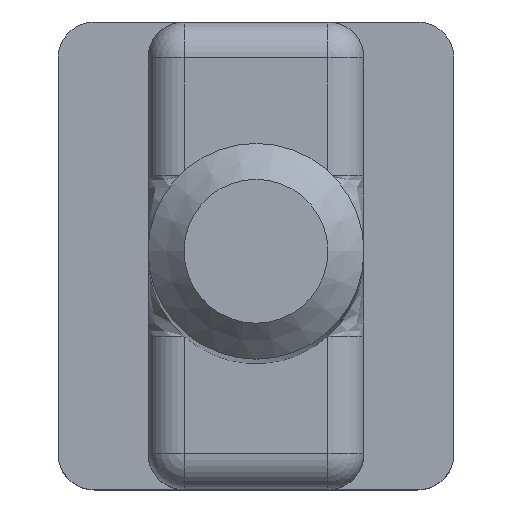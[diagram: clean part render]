
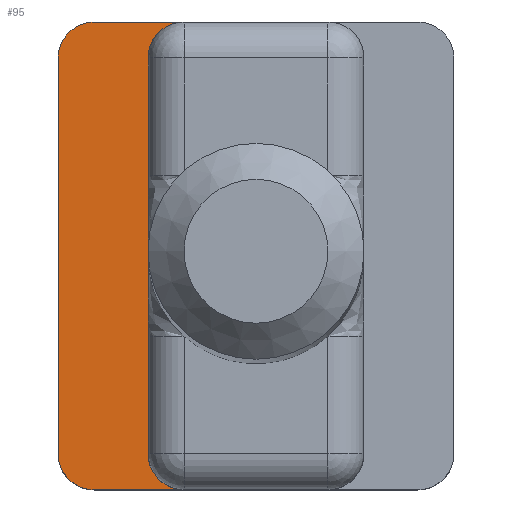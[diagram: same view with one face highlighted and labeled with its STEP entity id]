
A CAD part, top view. The second image highlights one B-rep face of the part: STEP entity #95.
In plain terms, the highlighted planar face has unit normal (0, 0, 1).
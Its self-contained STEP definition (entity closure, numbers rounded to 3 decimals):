
#95 = ADVANCED_FACE( '', ( #153 ), #154, .T. );
#153 = FACE_OUTER_BOUND( '', #875, .T. );
#154 = PLANE( '', #876 );
#875 = EDGE_LOOP( '', ( #1035, #1036, #1037, #1038, #1039, #1040, #1041, #1042 ) );
#876 = AXIS2_PLACEMENT_3D( '', #1043, #1044, #1045 );
#1035 = ORIENTED_EDGE( '', *, *, #1214, .T. );
#1036 = ORIENTED_EDGE( '', *, *, #1215, .T. );
#1037 = ORIENTED_EDGE( '', *, *, #1216, .T. );
#1038 = ORIENTED_EDGE( '', *, *, #1217, .T. );
#1039 = ORIENTED_EDGE( '', *, *, #1218, .T. );
#1040 = ORIENTED_EDGE( '', *, *, #1213, .T. );
#1041 = ORIENTED_EDGE( '', *, *, #1174, .F. );
#1042 = ORIENTED_EDGE( '', *, *, #1219, .T. );
#1043 = CARTESIAN_POINT( '', ( -11., -13., 7. ) );
#1044 = DIRECTION( '', ( 0., 0., 1. ) );
#1045 = DIRECTION( '', ( 1., 0., 0. ) );
#1174 = EDGE_CURVE( '', #1263, #1252, #1265, .T. );
#1213 = EDGE_CURVE( '', #1321, #1252, #1323, .F. );
#1214 = EDGE_CURVE( '', #1324, #1325, #1326, .T. );
#1215 = EDGE_CURVE( '', #1325, #1327, #1328, .T. );
#1216 = EDGE_CURVE( '', #1327, #1329, #1330, .T. );
#1217 = EDGE_CURVE( '', #1329, #1331, #1332, .T. );
#1218 = EDGE_CURVE( '', #1331, #1321, #1333, .T. );
#1219 = EDGE_CURVE( '', #1263, #1324, #1334, .F. );
#1252 = VERTEX_POINT( '', #1383 );
#1263 = VERTEX_POINT( '', #1459 );
#1265 = LINE( '', #1462, #1463 );
#1321 = VERTEX_POINT( '', #1592 );
#1323 = CIRCLE( '', #1595, 2. );
#1324 = VERTEX_POINT( '', #1596 );
#1325 = VERTEX_POINT( '', #1597 );
#1326 = LINE( '', #1598, #1599 );
#1327 = VERTEX_POINT( '', #1600 );
#1328 = CIRCLE( '', #1601, 2. );
#1329 = VERTEX_POINT( '', #1602 );
#1330 = LINE( '', #1603, #1604 );
#1331 = VERTEX_POINT( '', #1605 );
#1332 = CIRCLE( '', #1606, 2. );
#1333 = LINE( '', #1607, #1608 );
#1334 = CIRCLE( '', #1609, 2. );
#1383 = CARTESIAN_POINT( '', ( -6., -11., 7. ) );
#1459 = CARTESIAN_POINT( '', ( -6., 11., 7. ) );
#1462 = CARTESIAN_POINT( '', ( -6., 13., 7. ) );
#1463 = VECTOR( '', #1674, 1000. );
#1592 = CARTESIAN_POINT( '', ( -4., -13., 7. ) );
#1595 = AXIS2_PLACEMENT_3D( '', #1759, #1760, #1761 );
#1596 = CARTESIAN_POINT( '', ( -4., 13., 7. ) );
#1597 = CARTESIAN_POINT( '', ( -9., 13., 7. ) );
#1598 = CARTESIAN_POINT( '', ( 11., 13., 7. ) );
#1599 = VECTOR( '', #1762, 1000. );
#1600 = CARTESIAN_POINT( '', ( -11., 11., 7. ) );
#1601 = AXIS2_PLACEMENT_3D( '', #1763, #1764, #1765 );
#1602 = CARTESIAN_POINT( '', ( -11., -11., 7. ) );
#1603 = CARTESIAN_POINT( '', ( -11., 13., 7. ) );
#1604 = VECTOR( '', #1766, 1000. );
#1605 = CARTESIAN_POINT( '', ( -9., -13., 7. ) );
#1606 = AXIS2_PLACEMENT_3D( '', #1767, #1768, #1769 );
#1607 = CARTESIAN_POINT( '', ( -11., -13., 7. ) );
#1608 = VECTOR( '', #1770, 1000. );
#1609 = AXIS2_PLACEMENT_3D( '', #1771, #1772, #1773 );
#1674 = DIRECTION( '', ( 0., -1., 0. ) );
#1759 = CARTESIAN_POINT( '', ( -4., -11., 7. ) );
#1760 = DIRECTION( '', ( 0., 0., 1. ) );
#1761 = DIRECTION( '', ( 1., 0., 0. ) );
#1762 = DIRECTION( '', ( -1., 0., 0. ) );
#1763 = CARTESIAN_POINT( '', ( -9., 11., 7. ) );
#1764 = DIRECTION( '', ( 0., 0., 1. ) );
#1765 = DIRECTION( '', ( 1., 0., 0. ) );
#1766 = DIRECTION( '', ( 0., -1., 0. ) );
#1767 = CARTESIAN_POINT( '', ( -9., -11., 7. ) );
#1768 = DIRECTION( '', ( 0., 0., 1. ) );
#1769 = DIRECTION( '', ( 1., 0., 0. ) );
#1770 = DIRECTION( '', ( 1., 0., 0. ) );
#1771 = CARTESIAN_POINT( '', ( -4., 11., 7. ) );
#1772 = DIRECTION( '', ( 0., 0., 1. ) );
#1773 = DIRECTION( '', ( 1., 0., 0. ) );
